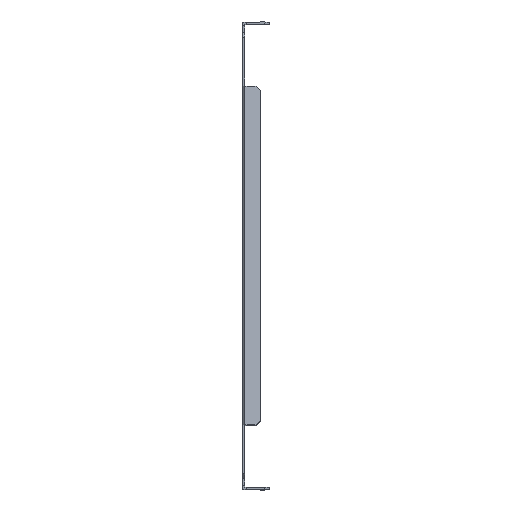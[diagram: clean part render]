
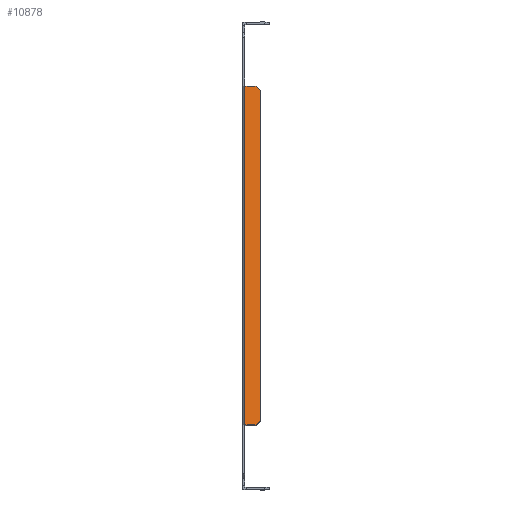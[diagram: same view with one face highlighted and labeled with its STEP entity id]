
A CAD part, top view. The second image highlights one B-rep face of the part: STEP entity #10878.
In plain terms, the highlighted planar face has unit normal (0.5, 0, 0.866).
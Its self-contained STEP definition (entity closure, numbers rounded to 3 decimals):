
#247 = EDGE_CURVE ( 'NONE', #2500, #5308, #4890, .T. ) ;
#512 = VERTEX_POINT ( 'NONE', #6544 ) ;
#679 = VECTOR ( 'NONE', #1789, 1000. ) ;
#785 = DIRECTION ( 'NONE',  ( -0.5, 0., -0.866 ) ) ;
#983 = EDGE_LOOP ( 'NONE', ( #7696, #2165, #10550, #3747, #7506, #10884, #3924, #10015 ) ) ;
#1035 = CARTESIAN_POINT ( 'NONE',  ( 8.803, 110.75, 170.114 ) ) ;
#1269 = VECTOR ( 'NONE', #8032, 1000. ) ;
#1582 = CARTESIAN_POINT ( 'NONE',  ( 11.401, -107.75, 168.614 ) ) ;
#1789 = DIRECTION ( 'NONE',  ( 0.866, 0., -0.5 ) ) ;
#1845 = VERTEX_POINT ( 'NONE', #7712 ) ;
#1932 = LINE ( 'NONE', #8498, #4682 ) ;
#1966 = CARTESIAN_POINT ( 'NONE',  ( 74.737, -110.75, 132.047 ) ) ;
#2067 = EDGE_CURVE ( 'NONE', #2500, #6371, #1932, .T. ) ;
#2165 = ORIENTED_EDGE ( 'NONE', *, *, #10440, .T. ) ;
#2500 = VERTEX_POINT ( 'NONE', #2748 ) ;
#2550 = LINE ( 'NONE', #7136, #5806 ) ;
#2748 = CARTESIAN_POINT ( 'NONE',  ( 8.803, -110.75, 170.114 ) ) ;
#2800 = CARTESIAN_POINT ( 'NONE',  ( 11.401, -110.75, 168.614 ) ) ;
#3215 = EDGE_CURVE ( 'NONE', #6371, #3833, #4503, .T. ) ;
#3546 = LINE ( 'NONE', #9503, #679 ) ;
#3721 = CARTESIAN_POINT ( 'NONE',  ( 4.5, -110.75, 172.598 ) ) ;
#3747 = ORIENTED_EDGE ( 'NONE', *, *, #2067, .F. ) ;
#3833 = VERTEX_POINT ( 'NONE', #7518 ) ;
#3897 = CARTESIAN_POINT ( 'NONE',  ( 11.401, -107.75, 168.614 ) ) ;
#3924 = ORIENTED_EDGE ( 'NONE', *, *, #4317, .T. ) ;
#3926 = EDGE_CURVE ( 'NONE', #512, #1845, #6838, .T. ) ;
#4173 = DIRECTION ( 'NONE',  ( 0.866, 0., -0.5 ) ) ;
#4310 = DIRECTION ( 'NONE',  ( -0.866, 0., 0.5 ) ) ;
#4317 = EDGE_CURVE ( 'NONE', #7536, #7112, #2550, .T. ) ;
#4374 = DIRECTION ( 'NONE',  ( -0.866, 0., 0.5 ) ) ;
#4475 = CARTESIAN_POINT ( 'NONE',  ( 4.5, 110.75, 172.598 ) ) ;
#4503 = LINE ( 'NONE', #1966, #7396 ) ;
#4663 = AXIS2_PLACEMENT_3D ( 'NONE', #9188, #785, #4173 ) ;
#4682 = VECTOR ( 'NONE', #4310, 1000. ) ;
#4841 = VECTOR ( 'NONE', #7425, 1000. ) ;
#4890 = LINE ( 'NONE', #3897, #5990 ) ;
#5308 = VERTEX_POINT ( 'NONE', #1582 ) ;
#5806 = VECTOR ( 'NONE', #10534, 1000. ) ;
#5990 = VECTOR ( 'NONE', #7291, 1000. ) ;
#6350 = CARTESIAN_POINT ( 'NONE',  ( 1.268, 0., 174.464 ) ) ;
#6371 = VERTEX_POINT ( 'NONE', #3721 ) ;
#6544 = CARTESIAN_POINT ( 'NONE',  ( 4.5, 110.75, 172.598 ) ) ;
#6583 = EDGE_CURVE ( 'NONE', #512, #7112, #3546, .T. ) ;
#6624 = PLANE ( 'NONE',  #4663 ) ;
#6838 = LINE ( 'NONE', #4475, #8298 ) ;
#7112 = VERTEX_POINT ( 'NONE', #1035 ) ;
#7136 = CARTESIAN_POINT ( 'NONE',  ( 8.803, 110.75, 170.114 ) ) ;
#7291 = DIRECTION ( 'NONE',  ( 0.612, 0.707, -0.354 ) ) ;
#7396 = VECTOR ( 'NONE', #10425, 1000. ) ;
#7425 = DIRECTION ( 'NONE',  ( 0., -1., 0. ) ) ;
#7506 = ORIENTED_EDGE ( 'NONE', *, *, #247, .T. ) ;
#7518 = CARTESIAN_POINT ( 'NONE',  ( 1.268, -110.75, 174.464 ) ) ;
#7536 = VERTEX_POINT ( 'NONE', #8473 ) ;
#7696 = ORIENTED_EDGE ( 'NONE', *, *, #3926, .T. ) ;
#7712 = CARTESIAN_POINT ( 'NONE',  ( 1.268, 110.75, 174.464 ) ) ;
#7801 = EDGE_CURVE ( 'NONE', #7536, #5308, #10531, .T. ) ;
#8032 = DIRECTION ( 'NONE',  ( 0., -1., 0. ) ) ;
#8103 = LINE ( 'NONE', #6350, #4841 ) ;
#8298 = VECTOR ( 'NONE', #4374, 1000. ) ;
#8473 = CARTESIAN_POINT ( 'NONE',  ( 11.401, 107.75, 168.614 ) ) ;
#8498 = CARTESIAN_POINT ( 'NONE',  ( 2.25, -110.75, 173.897 ) ) ;
#9188 = CARTESIAN_POINT ( 'NONE',  ( 74.737, 0., 132.047 ) ) ;
#9503 = CARTESIAN_POINT ( 'NONE',  ( 11.401, 110.75, 168.614 ) ) ;
#10015 = ORIENTED_EDGE ( 'NONE', *, *, #6583, .F. ) ;
#10144 = FACE_OUTER_BOUND ( 'NONE', #983, .T. ) ;
#10425 = DIRECTION ( 'NONE',  ( -0.866, 0., 0.5 ) ) ;
#10440 = EDGE_CURVE ( 'NONE', #1845, #3833, #8103, .T. ) ;
#10531 = LINE ( 'NONE', #2800, #1269 ) ;
#10534 = DIRECTION ( 'NONE',  ( -0.612, 0.707, 0.354 ) ) ;
#10550 = ORIENTED_EDGE ( 'NONE', *, *, #3215, .F. ) ;
#10878 = ADVANCED_FACE ( 'NONE', ( #10144 ), #6624, .F. ) ;
#10884 = ORIENTED_EDGE ( 'NONE', *, *, #7801, .F. ) ;
